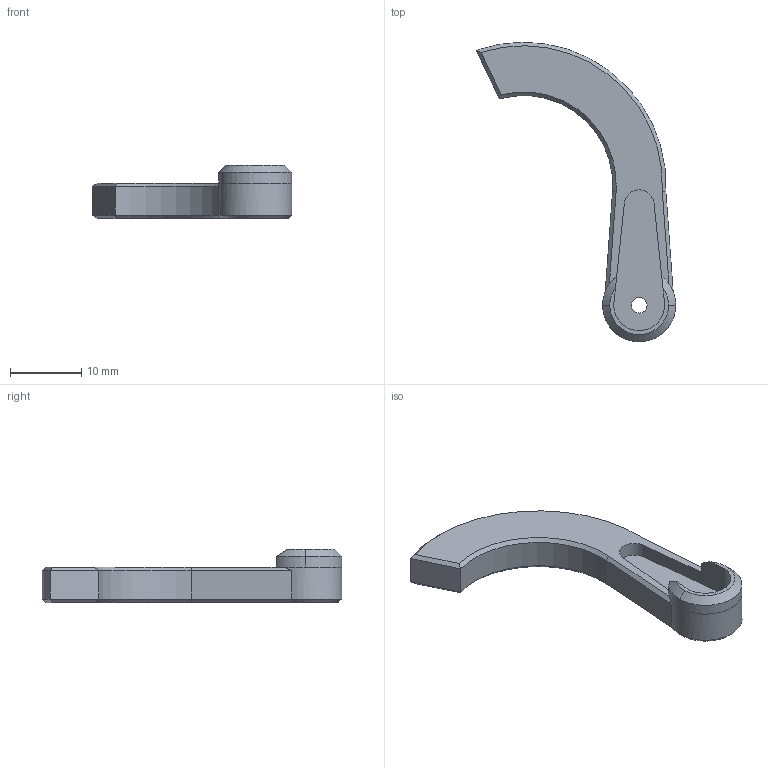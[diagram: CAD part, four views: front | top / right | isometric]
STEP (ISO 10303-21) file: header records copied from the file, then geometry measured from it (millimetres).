
FILE_DESCRIPTION(('FreeCAD Model'),'2;1');
FILE_NAME('servo_finger_b.step','2020-01-27T05:18:51',('Author') ,(''),'Open CASCADE STEP processor 7.3','FreeCAD','Unknown');
FILE_SCHEMA(('AUTOMOTIVE_DESIGN { 1 0 10303 214 1 1 1 1 }'));
Length unit declared in the file: millimetre
Products named in the file (1): servo_finger_b
Bounding box: 28.06 x 42.13 x 7.5 mm (x, y, z)
Volume: 1901.9 mm3; surface area: 1567.7 mm2
Topology: 1 solids, 1 shells, 33 faces, 81 edges, 50 vertices
Faces by surface type: plane 15, cylinder 10, cone 8
Entity records: 2145 total; most frequent: CARTESIAN_POINT 505, DIRECTION 303, ORIENTED_EDGE 162, PCURVE 162, DEFINITIONAL_REPRESENTATION 162, LINE 158, VECTOR 158, EDGE_CURVE 81
